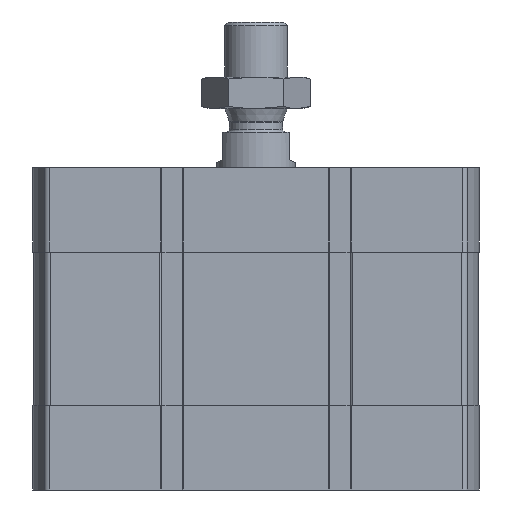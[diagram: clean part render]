
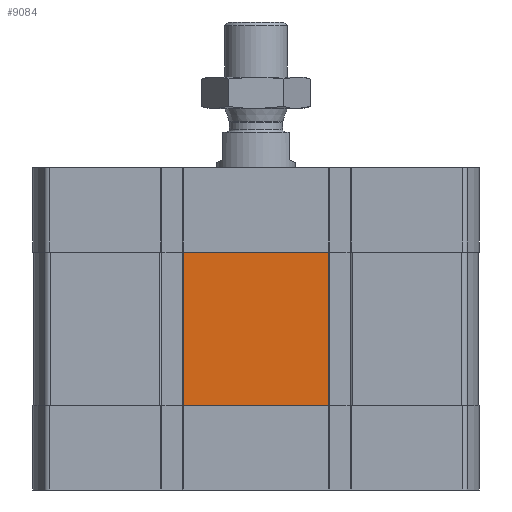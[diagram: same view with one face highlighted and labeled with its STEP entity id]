
A CAD part, left-side view. The second image highlights one B-rep face of the part: STEP entity #9084.
In plain terms, the highlighted planar face has unit normal (-1, 0, 0).
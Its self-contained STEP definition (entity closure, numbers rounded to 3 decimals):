
#682=LINE('',#14955,#1404);
#710=LINE('',#15105,#1432);
#711=LINE('',#15111,#1433);
#712=LINE('',#15112,#1434);
#1404=VECTOR('',#11849,1000.);
#1432=VECTOR('',#12049,1000.);
#1433=VECTOR('',#12058,1000.);
#1434=VECTOR('',#12059,1000.);
#1813=PLANE('',#9996);
#3906=ORIENTED_EDGE('',*,*,#5865,.F.);
#3907=ORIENTED_EDGE('',*,*,#5940,.F.);
#3908=ORIENTED_EDGE('',*,*,#5937,.T.);
#3909=ORIENTED_EDGE('',*,*,#5941,.T.);
#5865=EDGE_CURVE('',#7008,#7009,#682,.T.);
#5937=EDGE_CURVE('',#7045,#7044,#710,.T.);
#5940=EDGE_CURVE('',#7045,#7008,#711,.T.);
#5941=EDGE_CURVE('',#7044,#7009,#712,.T.);
#7008=VERTEX_POINT('',#14954);
#7009=VERTEX_POINT('',#14956);
#7044=VERTEX_POINT('',#15104);
#7045=VERTEX_POINT('',#15106);
#7680=EDGE_LOOP('',(#3906,#3907,#3908,#3909));
#8376=FACE_BOUND('',#7680,.T.);
#9084=ADVANCED_FACE('',(#8376),#1813,.T.);
#9996=AXIS2_PLACEMENT_3D('',#15110,#12056,#12057);
#11849=DIRECTION('',(0.,-1.,0.));
#12049=DIRECTION('',(0.,-1.,0.));
#12056=DIRECTION('',(-1.,0.,0.));
#12057=DIRECTION('',(0.,0.,1.));
#12058=DIRECTION('',(0.,0.,1.));
#12059=DIRECTION('',(0.,0.,1.));
#14954=CARTESIAN_POINT('',(-56.5,18.345,-21.5));
#14955=CARTESIAN_POINT('',(-56.5,18.345,-21.5));
#14956=CARTESIAN_POINT('',(-56.5,-18.345,-21.5));
#15104=CARTESIAN_POINT('',(-56.5,-18.345,-60.5));
#15105=CARTESIAN_POINT('',(-56.5,18.345,-60.5));
#15106=CARTESIAN_POINT('',(-56.5,18.345,-60.5));
#15110=CARTESIAN_POINT('',(-56.5,18.345,-60.5));
#15111=CARTESIAN_POINT('',(-56.5,18.345,-60.5));
#15112=CARTESIAN_POINT('',(-56.5,-18.345,-60.5));
